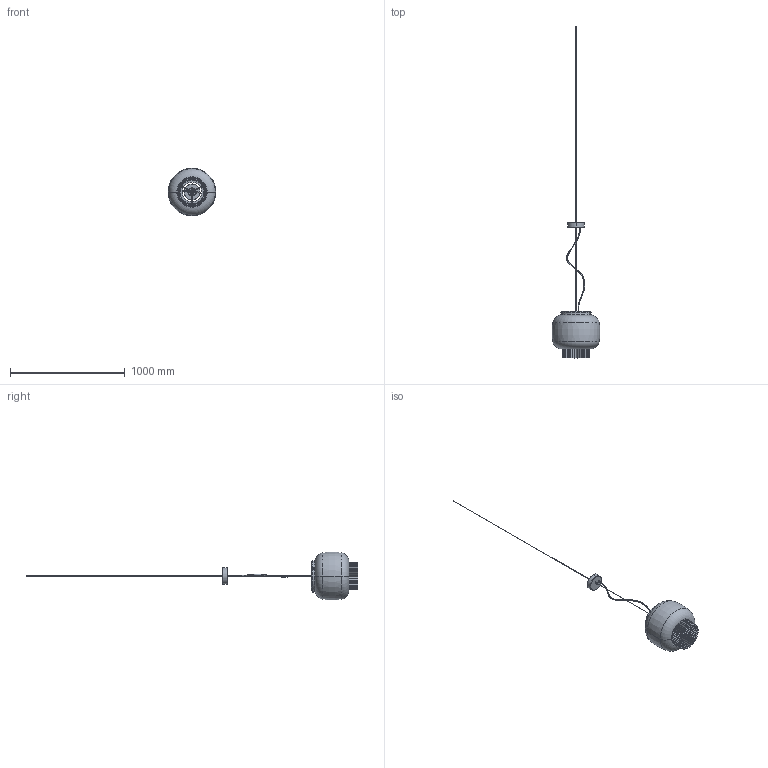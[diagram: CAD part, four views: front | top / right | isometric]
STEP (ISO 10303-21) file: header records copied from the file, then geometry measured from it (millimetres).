
FILE_DESCRIPTION (( 'STEP AP214' ), '1' );
FILE_NAME ('MANILA T GR.STEP', '2019-12-23T16:53:15', ( 'Josep Sancho' ), ( '' ), 'SwSTEP 2.0', 'SolidWorks 2013', '' );
FILE_SCHEMA (( 'AUTOMOTIVE_DESIGN' ));
Length unit declared in the file: millimetre
Products named in the file (35): 061702500000 - CILINDRO CUERPO DIAM.70X82MM; 026600400000 - ROSQUETA M10-100 20MM; 021603700000 - TORNILLO DIN7991 M4x25 INOX; 026700100006 - DISCO EMBUTICIÓN DIAM.90X1MM PINT.NEGRO; 067606500105 - DIFUS CRISTAL DIAM.420X320MM MANILA TRANSP; 017602700000 - CABLE ACERO INOX DIAM.1,2 X 2,5M CON TOPE 16; 067606701219 - DIFUS TEXTIL ARENAL PIEDRA 405X1189MM PLISADO; 010101600006 - PORTALAMPARAS CAMISA BAQ. E-27 NEGRO LISA; 022604400101 - ARAND DENTADA DIN6789A 8 ACERO PAVONADO; 017800400000 - MANGUERA TEXTIL 3X0,75 PVC+PVC (varios colores, curvada 0,75M.); MANILA T GR; 021621600000 - TORNILLO DIN912 M6X12 INOX; FLORON GEMO T; 012600500129 - SUJETACABLE CILINDRICO CROMO PARA C. DE ACERO 2XM4; 010101000000 - PORTALAMPARAS PASTILLA E-27 190º; 052501200126 - ESTRUCTURA ARMAZON DIAM.230X296MM PINTURA BLANCO; 022604600101 - ARAND DENTADA DIN6789A 10 ACERO PAVONADO; 012601000006 - SUJETACABLE ELECTRICO 16X15 MACHO M10 NYLON NEG; 061602100000 - ANILLO ARMAZON DIAM.230X3MM (VARILLA); 013100400006 - PASACABLES PVC NEGRO DIAM.17X7MM T.INTERIOR 9MM; 061602100000 - ANILLO ARMAZON DIAM.230X3MM; 060701100000 - REPULSADO DIAM.140X40 ESP.1MM; 059701900000 - VARILLA M6X35MM; 022106500000 - TUERCA PUENTE M10-100 13X18MM; 022601100000 - ARAND PLANA DIN125A 6 INOX; 054100500000 - TAPON GRAFILADO DIAM.12X10 T2; 010104300006 - PORTALAMPARAS CAPUCHON BAQ. T.LATERAL E-27 NEGRO; 012600200005 - SUJETACABLE ELECTRICO 28,5X20X14 NYLON BLANCO; 026713800000 - DISCO TAPA NIVEL DIAM.70X3MM; 026600300000 - ROSQUETA M10-100 15MM; 060705700000 - REPULSADO DIAM.247X35MM; 016700100000 - TOMATIERRA ARANDELA T.10,5MM; 063601000000 - SEPARADOR DIAM.10X86MM 2XM6; 054102200000 - TAPON CIEGO HEXAGONAL M10-1; 022104600102 - TUERCA LAMPARERA M10X1 2,7MM ACERO ZINCADO
Assembly tree (53 placements, depth 3):
  MANILA T GR
    067606500105 - DIFUS CRISTAL DIAM.420X320MM MANILA TRANSP
    061702500000 - CILINDRO CUERPO DIAM.70X82MM
    063601000000 - SEPARADOR DIAM.10X86MM 2XM6  x3
    060705700000 - REPULSADO DIAM.247X35MM
    026713800000 - DISCO TAPA NIVEL DIAM.70X3MM
    022601100000 - ARAND PLANA DIN125A 6 INOX  x3
    059701900000 - VARILLA M6X35MM  x3
    052501200126 - ESTRUCTURA ARMAZON DIAM.230X296MM PINTURA BLANCO
      061602100000 - ANILLO ARMAZON DIAM.230X3MM
      061602100000 - ANILLO ARMAZON DIAM.230X3MM (VARILLA)
    021621600000 - TORNILLO DIN912 M6X12 INOX  x3
    022604400101 - ARAND DENTADA DIN6789A 8 ACERO PAVONADO  x3
    017602700000 - CABLE ACERO INOX DIAM.1,2 X 2,5M CON TOPE 16
    FLORON GEMO T
      026700100006 - DISCO EMBUTICIÓN DIAM.90X1MM PINT.NEGRO
      026600400000 - ROSQUETA M10-100 20MM
      022104600102 - TUERCA LAMPARERA M10X1 2,7MM ACERO ZINCADO  x2
      016700100000 - TOMATIERRA ARANDELA T.10,5MM
      026600300000 - ROSQUETA M10-100 15MM
      012600200005 - SUJETACABLE ELECTRICO 28,5X20X14 NYLON BLANCO
      054100500000 - TAPON GRAFILADO DIAM.12X10 T2
      022106500000 - TUERCA PUENTE M10-100 13X18MM
      060701100000 - REPULSADO DIAM.140X40 ESP.1MM
      013100400006 - PASACABLES PVC NEGRO DIAM.17X7MM T.INTERIOR 9MM
      022604600101 - ARAND DENTADA DIN6789A 10 ACERO PAVONADO
      012600500129 - SUJETACABLE CILINDRICO CROMO PARA C. DE ACERO 2XM4
    017800400000 - MANGUERA TEXTIL 3X0,75 PVC+PVC (varios colores, curvada 0,75M.)
    067606701219 - DIFUS TEXTIL ARENAL PIEDRA 405X1189MM PLISADO
    021603700000 - TORNILLO DIN7991 M4x25 INOX  x3
    022604600101 - ARAND DENTADA DIN6789A 10 ACERO PAVONADO  x2
    054102200000 - TAPON CIEGO HEXAGONAL M10-1
    010104300006 - PORTALAMPARAS CAPUCHON BAQ. T.LATERAL E-27 NEGRO
    010101600006 - PORTALAMPARAS CAMISA BAQ. E-27 NEGRO LISA
    010101000000 - PORTALAMPARAS PASTILLA E-27 190º
    026600300000 - ROSQUETA M10-100 15MM
    022104600102 - TUERCA LAMPARERA M10X1 2,7MM ACERO ZINCADO  x2
    012601000006 - SUJETACABLE ELECTRICO 16X15 MACHO M10 NYLON NEG
    016700100000 - TOMATIERRA ARANDELA T.10,5MM
Bounding box: 418.57 x 2898.7 x 415.52 mm (x, y, z)
Volume: 3700168.3 mm3; surface area: 2235043.7 mm2
Topology: 52 solids, 53 shells, 2551 faces, 6677 edges, 4212 vertices
Faces by surface type: plane 1236, cylinder 647, cone 545, torus 121, bspline 2
Entity records: 57009 total; most frequent: CARTESIAN_POINT 11891, DIRECTION 9174, ORIENTED_EDGE 9090, EDGE_CURVE 4545, LINE 3076, VECTOR 3076, AXIS2_PLACEMENT_3D 3049, VERTEX_POINT 2920
